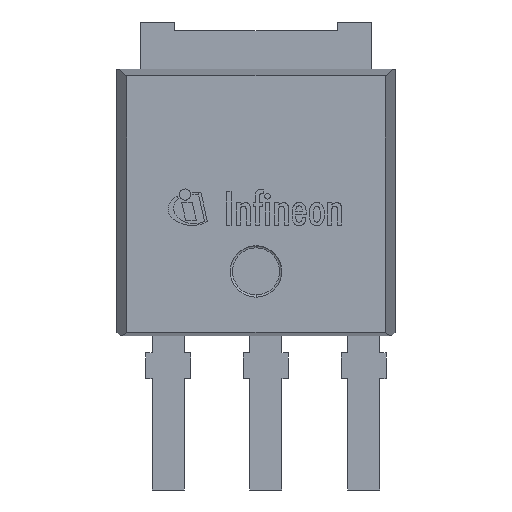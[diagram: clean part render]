
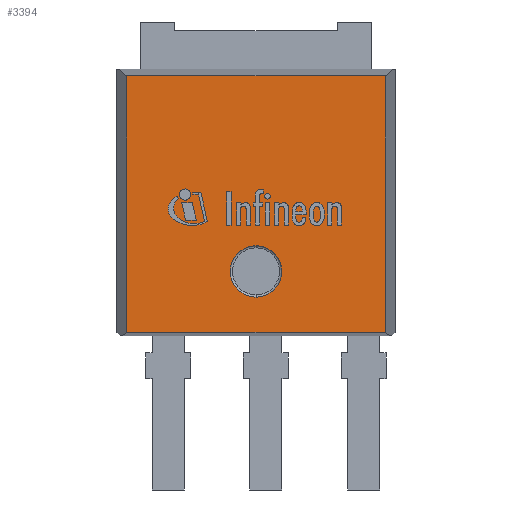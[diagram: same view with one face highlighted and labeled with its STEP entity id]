
A CAD part, left-side view. The second image highlights one B-rep face of the part: STEP entity #3394.
In plain terms, the highlighted planar face has unit normal (-1, 0, 0).
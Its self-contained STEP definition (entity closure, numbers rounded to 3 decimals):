
#105=FACE_BOUND('',#1373,.T.);
#112=PLANE('',#3617);
#305=LINE('',#4701,#744);
#306=LINE('',#4703,#745);
#307=LINE('',#4705,#746);
#308=LINE('',#4706,#747);
#744=VECTOR('',#3849,1000.);
#745=VECTOR('',#3850,1000.);
#746=VECTOR('',#3851,1000.);
#747=VECTOR('',#3852,1000.);
#1172=FACE_OUTER_BOUND('',#1372,.T.);
#1372=EDGE_LOOP('',(#2434,#2435,#2436,#2437));
#1373=EDGE_LOOP('',(#2438,#2439));
#1577=CIRCLE('',#3614,0.6);
#1578=CIRCLE('',#3618,0.6);
#1593=VERTEX_POINT('',#4654);
#1594=VERTEX_POINT('',#4656);
#1613=VERTEX_POINT('',#4699);
#1614=VERTEX_POINT('',#4700);
#1615=VERTEX_POINT('',#4702);
#1616=VERTEX_POINT('',#4704);
#1920=EDGE_CURVE('',#1593,#1594,#1577,.T.);
#1941=EDGE_CURVE('',#1613,#1614,#305,.T.);
#1942=EDGE_CURVE('',#1614,#1615,#306,.T.);
#1943=EDGE_CURVE('',#1616,#1615,#307,.T.);
#1944=EDGE_CURVE('',#1613,#1616,#308,.T.);
#1945=EDGE_CURVE('',#1594,#1593,#1578,.T.);
#2434=ORIENTED_EDGE('',*,*,#1941,.T.);
#2435=ORIENTED_EDGE('',*,*,#1942,.T.);
#2436=ORIENTED_EDGE('',*,*,#1943,.F.);
#2437=ORIENTED_EDGE('',*,*,#1944,.F.);
#2438=ORIENTED_EDGE('',*,*,#1945,.F.);
#2439=ORIENTED_EDGE('',*,*,#1920,.F.);
#3394=ADVANCED_FACE('',(#1172,#105),#112,.F.);
#3614=AXIS2_PLACEMENT_3D('',#4657,#3821,#3822);
#3617=AXIS2_PLACEMENT_3D('',#4698,#3847,#3848);
#3618=AXIS2_PLACEMENT_3D('',#4707,#3853,#3854);
#3821=DIRECTION('center_axis',(-1.,0.,0.));
#3822=DIRECTION('ref_axis',(0.,0.,-1.));
#3847=DIRECTION('center_axis',(1.,0.,0.));
#3848=DIRECTION('ref_axis',(0.,0.,1.));
#3849=DIRECTION('',(0.,1.,0.));
#3850=DIRECTION('',(0.,0.,-1.));
#3851=DIRECTION('',(0.,1.,0.));
#3852=DIRECTION('',(0.,0.,-1.));
#3853=DIRECTION('center_axis',(-1.,0.,0.));
#3854=DIRECTION('ref_axis',(0.,0.,-1.));
#4654=CARTESIAN_POINT('',(-1.14,0.231,3.1));
#4656=CARTESIAN_POINT('',(-1.14,0.231,1.9));
#4657=CARTESIAN_POINT('Origin',(-1.14,0.231,2.5));
#4698=CARTESIAN_POINT('Origin',(-1.14,3.481,7.22));
#4699=CARTESIAN_POINT('',(-1.14,-2.779,7.063));
#4700=CARTESIAN_POINT('',(-1.14,3.241,7.063));
#4701=CARTESIAN_POINT('',(-1.14,-3.019,7.063));
#4702=CARTESIAN_POINT('',(-1.14,3.241,1.079));
#4703=CARTESIAN_POINT('',(-1.14,3.241,7.22));
#4704=CARTESIAN_POINT('',(-1.14,-2.779,1.079));
#4705=CARTESIAN_POINT('',(-1.14,-3.019,1.079));
#4706=CARTESIAN_POINT('',(-1.14,-2.779,7.22));
#4707=CARTESIAN_POINT('Origin',(-1.14,0.231,2.5));
